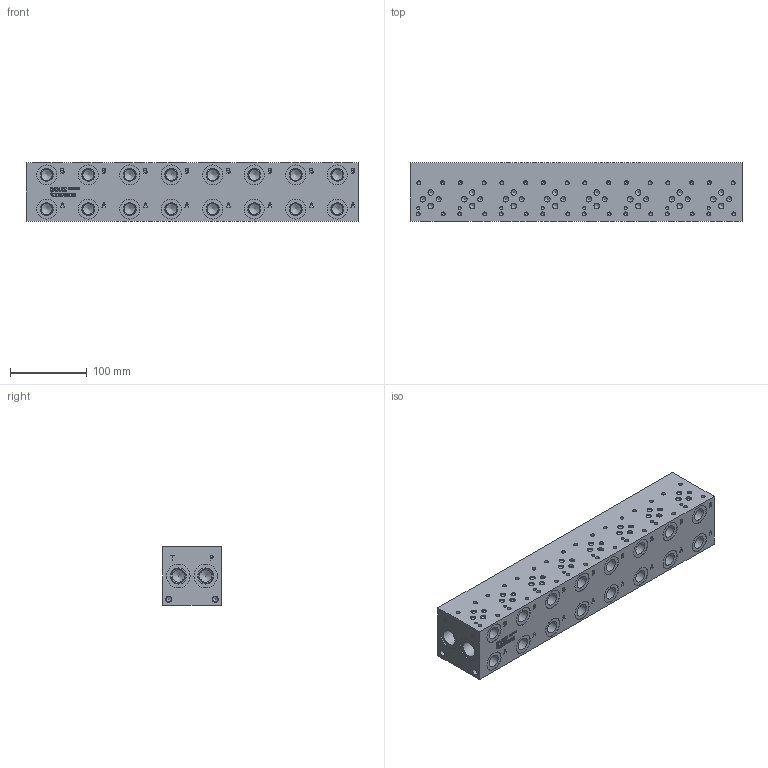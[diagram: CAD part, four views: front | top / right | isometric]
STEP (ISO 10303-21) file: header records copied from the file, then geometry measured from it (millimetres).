
FILE_DESCRIPTION(/* description */ (''),/* implementation_level */ '2;1');
FILE_NAME(/* name */ '_D03P082B.stp',/* time_stamp */ '2022-10-14T14:29:42-04:00',/* author */ ('mikeh'),/* organization */ (''),/* preprocessor_version */ 'ST-DEVELOPER v18',/* originating_system */ 'Autodesk Inventor 2020',/* authorisation */ '');
FILE_SCHEMA (('AUTOMOTIVE_DESIGN { 1 0 10303 214 3 1 1 }'));
Length unit declared in the file: millimetre
Products named in the file (1): Part_AD03P082B_3D
Bounding box: 431.8 x 76.2 x 76.2 mm (x, y, z)
Volume: 2382277.9 mm3; surface area: 180327.5 mm2
Topology: 1 solids, 1 shells, 1085 faces, 2992 edges, 2060 vertices
Faces by surface type: plane 538, bspline 239, cylinder 192, cone 116
Full cylindrical faces by diameter (mm): 3.962 x8, 4.216 x32, 5.004 x32, 6.35 x8, 6.756 x4, 7.137 x24, 8.001 x4, 14.3 x16, 15.062 x16, 15.875 x4, 16.764 x16, 18.923 x4, 21.057 x4, 25.933 x16, 30.683 x4
Entity records: 36426 total; most frequent: CARTESIAN_POINT 9149, ORIENTED_EDGE 5792, DIRECTION 4828, EDGE_CURVE 2896, VERTEX_POINT 2060, LINE 1702, VECTOR 1702, AXIS2_PLACEMENT_3D 1563
